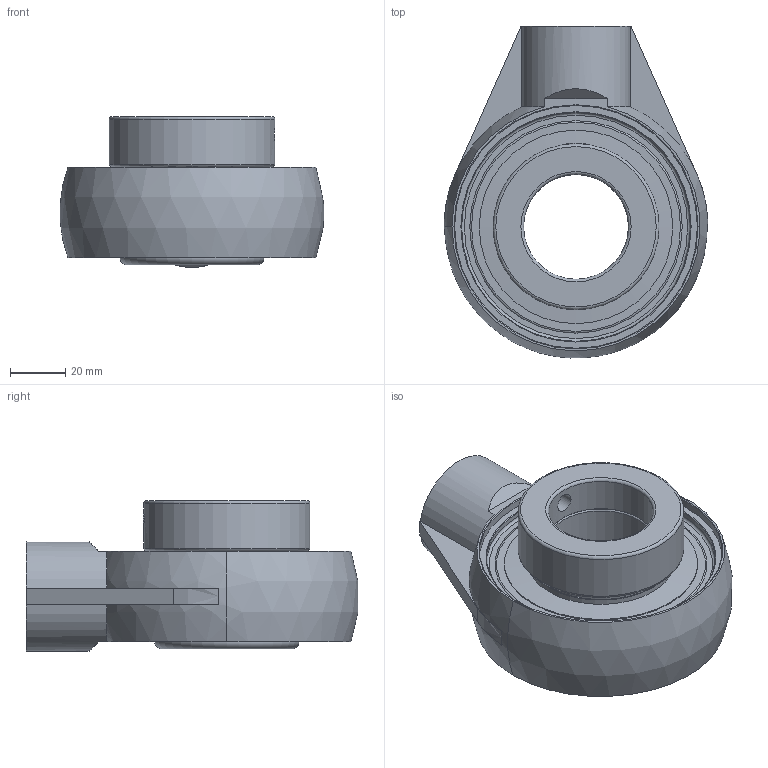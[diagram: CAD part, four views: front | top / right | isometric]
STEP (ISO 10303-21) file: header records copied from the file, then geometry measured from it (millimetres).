
FILE_DESCRIPTION(('HOOPS Exchange Step'),'2;1');
FILE_NAME('export-195CEB09-B76A-4F81-8846-7C371E105300.stp','2020-05-20T08:02:20-07:00',('dkerr'),('Alibre'),'HOOPS Exchange 2020.0','Alibre','Unknown authorisation');
FILE_SCHEMA( ('AP242_MANAGED_MODEL_BASED_3D_ENGINEERING_MIM_LF {1 0 10303 442 1 1 4 }') );
Length unit declared in the file: inch
Products named in the file (8): MRN SHAM L4L 208; SNC 208 (Ball Bearing); SNC 208-24 L4L (1.500inch) (Race); SNC 208-24 (Collar); SNC 208 (Shield); SNC 208 (Setscrew); MRN SNC 208-24 L4L (1.500inch); MRN SNCSHAM 208-24 L4L (1.500inch)
Assembly tree (8 placements, depth 3):
  MRN SNCSHAM 208-24 L4L (1.500inch)
    MRN SHAM L4L 208
    MRN SNC 208-24 L4L (1.500inch)
      SNC 208 (Ball Bearing)
      SNC 208-24 L4L (1.500inch) (Race)
      SNC 208-24 (Collar)
      SNC 208 (Shield)  x2
      SNC 208 (Setscrew)
Bounding box: 95.81 x 120.62 x 54.86 mm (x, y, z)
Volume: 186387.6 mm3; surface area: 75112 mm2
Topology: 16 solids, 16 shells, 137 faces, 375 edges, 249 vertices
Faces by surface type: plane 46, cylinder 38, sphere 18, torus 17, cone 14, bspline 4
Full cylindrical faces by diameter (mm): 6.782 x3, 19.05 x1, 38.1 x2, 48.768 x2, 52.387 x4, 53.149 x2, 60.3 x1, 67.035 x2, 70.358 x2, 83.195 x1, 85.195 x1, 88.22 x1
Entity records: 6544 total; most frequent: CARTESIAN_POINT 2964, DIRECTION 790, ORIENTED_EDGE 658, AXIS2_PLACEMENT_3D 343, EDGE_CURVE 329, VERTEX_POINT 235, CIRCLE 191, EDGE_LOOP 148
